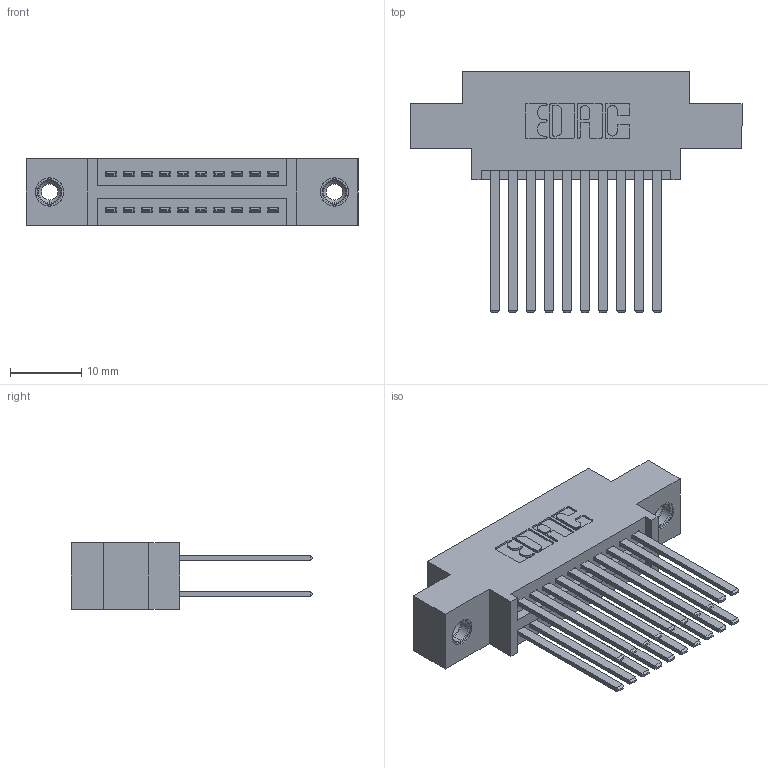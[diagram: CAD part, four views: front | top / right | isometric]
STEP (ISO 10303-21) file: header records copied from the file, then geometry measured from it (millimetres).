
FILE_DESCRIPTION (( 'STEP AP203' ), '1' );
FILE_NAME ('345-020-544-808.STEP', '2018-08-20T06:11:25', ( '' ), ( '' ), 'SwSTEP 2.0', 'SolidWorks 2016', '' );
FILE_SCHEMA (( 'CONFIG_CONTROL_DESIGN' ));
Length unit declared in the file: inch
Products named in the file (4): 345-250-001_345-250-003-102; 345-020-544-808; 345 Part_0.170 Offset - 0.156 Dia-TI; 345-292-001_345-293-144
Assembly tree (23 placements, depth 2):
  345-020-544-808
    345 Part_0.170 Offset - 0.156 Dia-TI
    345-292-001_345-293-144  x20
    345-250-001_345-250-003-102  x2
Bounding box: 46.61 x 33.96 x 9.4 mm (x, y, z)
Volume: 4391.1 mm3; surface area: 6849.6 mm2
Topology: 23 solids, 23 shells, 1070 faces, 3109 edges, 2038 vertices
Faces by surface type: plane 696, cylinder 358, cone 12, torus 4
Entity records: 13288 total; most frequent: CARTESIAN_POINT 2239, ORIENTED_EDGE 2166, DIRECTION 2037, EDGE_CURVE 1083, LINE 895, VECTOR 895, VERTEX_POINT 716, AXIS2_PLACEMENT_3D 571
